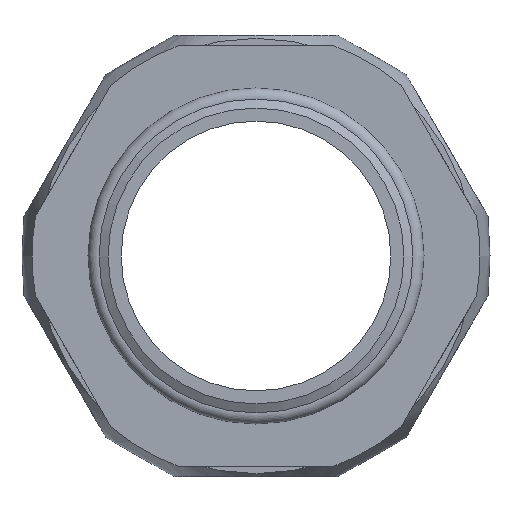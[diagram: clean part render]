
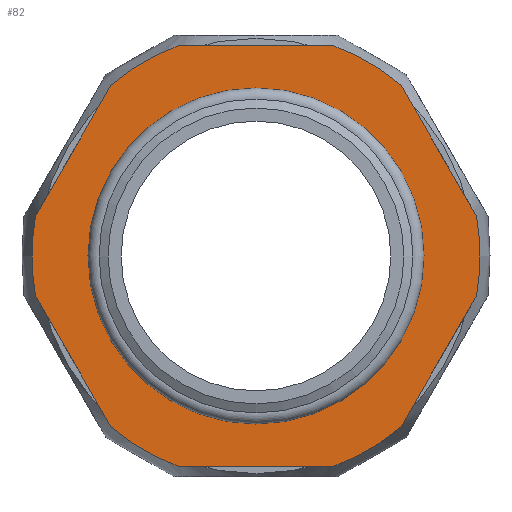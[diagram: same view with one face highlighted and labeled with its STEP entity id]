
A CAD part, left-side view. The second image highlights one B-rep face of the part: STEP entity #82.
In plain terms, the highlighted planar face has unit normal (-1, 0, 0).
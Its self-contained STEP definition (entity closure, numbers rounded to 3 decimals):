
#82 = ADVANCED_FACE( '', ( #127, #128 ), #129, .T. );
#127 = FACE_BOUND( '', #221, .T. );
#128 = FACE_OUTER_BOUND( '', #222, .T. );
#129 = PLANE( '', #223 );
#221 = EDGE_LOOP( '', ( #386 ) );
#222 = EDGE_LOOP( '', ( #387, #388, #389, #390, #391, #392, #393, #394, #395, #396, #397, #398 ) );
#223 = AXIS2_PLACEMENT_3D( '', #399, #400, #401 );
#386 = ORIENTED_EDGE( '', *, *, #580, .F. );
#387 = ORIENTED_EDGE( '', *, *, #581, .F. );
#388 = ORIENTED_EDGE( '', *, *, #573, .F. );
#389 = ORIENTED_EDGE( '', *, *, #582, .F. );
#390 = ORIENTED_EDGE( '', *, *, #570, .F. );
#391 = ORIENTED_EDGE( '', *, *, #583, .F. );
#392 = ORIENTED_EDGE( '', *, *, #576, .F. );
#393 = ORIENTED_EDGE( '', *, *, #584, .F. );
#394 = ORIENTED_EDGE( '', *, *, #585, .F. );
#395 = ORIENTED_EDGE( '', *, *, #586, .F. );
#396 = ORIENTED_EDGE( '', *, *, #554, .F. );
#397 = ORIENTED_EDGE( '', *, *, #587, .F. );
#398 = ORIENTED_EDGE( '', *, *, #588, .F. );
#399 = CARTESIAN_POINT( '', ( -2., 22.85, 0. ) );
#400 = DIRECTION( '', ( -1., 0., 0. ) );
#401 = DIRECTION( '', ( 0., 0., 1. ) );
#554 = EDGE_CURVE( '', #614, #616, #617, .T. );
#570 = EDGE_CURVE( '', #644, #646, #647, .T. );
#573 = EDGE_CURVE( '', #649, #651, #652, .T. );
#576 = EDGE_CURVE( '', #654, #656, #657, .T. );
#580 = EDGE_CURVE( '', #663, #663, #664, .T. );
#581 = EDGE_CURVE( '', #651, #665, #666, .T. );
#582 = EDGE_CURVE( '', #646, #649, #667, .T. );
#583 = EDGE_CURVE( '', #656, #644, #668, .T. );
#584 = EDGE_CURVE( '', #669, #654, #670, .T. );
#585 = EDGE_CURVE( '', #671, #669, #672, .T. );
#586 = EDGE_CURVE( '', #616, #671, #673, .T. );
#587 = EDGE_CURVE( '', #674, #614, #675, .T. );
#588 = EDGE_CURVE( '', #665, #674, #676, .T. );
#614 = VERTEX_POINT( '', #805 );
#616 = VERTEX_POINT( '', #808 );
#617 = LINE( '', #809, #810 );
#644 = VERTEX_POINT( '', #864 );
#646 = VERTEX_POINT( '', #867 );
#647 = LINE( '', #868, #869 );
#649 = VERTEX_POINT( '', #872 );
#651 = VERTEX_POINT( '', #875 );
#652 = LINE( '', #876, #877 );
#654 = VERTEX_POINT( '', #880 );
#656 = VERTEX_POINT( '', #883 );
#657 = LINE( '', #884, #885 );
#663 = VERTEX_POINT( '', #892 );
#664 = CIRCLE( '', #893, 16.73 );
#665 = VERTEX_POINT( '', #894 );
#666 = CIRCLE( '', #895, 22.85 );
#667 = CIRCLE( '', #896, 22.85 );
#668 = CIRCLE( '', #897, 22.85 );
#669 = VERTEX_POINT( '', #898 );
#670 = CIRCLE( '', #899, 22.85 );
#671 = VERTEX_POINT( '', #900 );
#672 = LINE( '', #901, #902 );
#673 = CIRCLE( '', #903, 22.85 );
#674 = VERTEX_POINT( '', #904 );
#675 = CIRCLE( '', #905, 22.85 );
#676 = LINE( '', #906, #907 );
#805 = CARTESIAN_POINT( '', ( -2., 7.738, 21.5 ) );
#808 = CARTESIAN_POINT( '', ( -2., -7.738, 21.5 ) );
#809 = CARTESIAN_POINT( '', ( -2., 22.85, 21.5 ) );
#810 = VECTOR( '', #1358, 1000. );
#864 = CARTESIAN_POINT( '', ( -2., -7.738, -21.5 ) );
#867 = CARTESIAN_POINT( '', ( -2., 7.738, -21.5 ) );
#868 = CARTESIAN_POINT( '', ( -2., 22.85, -21.5 ) );
#869 = VECTOR( '', #1382, 1000. );
#872 = CARTESIAN_POINT( '', ( -2., 14.751, -17.451 ) );
#875 = CARTESIAN_POINT( '', ( -2., 22.488, -4.049 ) );
#876 = CARTESIAN_POINT( '', ( -2., 24.332, -0.856 ) );
#877 = VECTOR( '', #1385, 1000. );
#880 = CARTESIAN_POINT( '', ( -2., -22.488, -4.049 ) );
#883 = CARTESIAN_POINT( '', ( -2., -14.751, -17.451 ) );
#884 = CARTESIAN_POINT( '', ( -2., -12.907, -20.644 ) );
#885 = VECTOR( '', #1388, 1000. );
#892 = CARTESIAN_POINT( '', ( -2., 0., 16.73 ) );
#893 = AXIS2_PLACEMENT_3D( '', #1396, #1397, #1398 );
#894 = CARTESIAN_POINT( '', ( -2., 22.488, 4.049 ) );
#895 = AXIS2_PLACEMENT_3D( '', #1399, #1400, #1401 );
#896 = AXIS2_PLACEMENT_3D( '', #1402, #1403, #1404 );
#897 = AXIS2_PLACEMENT_3D( '', #1405, #1406, #1407 );
#898 = CARTESIAN_POINT( '', ( -2., -22.488, 4.049 ) );
#899 = AXIS2_PLACEMENT_3D( '', #1408, #1409, #1410 );
#900 = CARTESIAN_POINT( '', ( -2., -14.751, 17.451 ) );
#901 = CARTESIAN_POINT( '', ( -2., -12.907, 20.644 ) );
#902 = VECTOR( '', #1411, 1000. );
#903 = AXIS2_PLACEMENT_3D( '', #1412, #1413, #1414 );
#904 = CARTESIAN_POINT( '', ( -2., 14.751, 17.451 ) );
#905 = AXIS2_PLACEMENT_3D( '', #1415, #1416, #1417 );
#906 = CARTESIAN_POINT( '', ( -2., 24.332, 0.856 ) );
#907 = VECTOR( '', #1418, 1000. );
#1358 = DIRECTION( '', ( 0., -1., 0. ) );
#1382 = DIRECTION( '', ( 0., 1., 0. ) );
#1385 = DIRECTION( '', ( 0., 0.5, 0.866 ) );
#1388 = DIRECTION( '', ( 0., 0.5, -0.866 ) );
#1396 = CARTESIAN_POINT( '', ( -2., 0., 0. ) );
#1397 = DIRECTION( '', ( -1., 0., 0. ) );
#1398 = DIRECTION( '', ( 0., 0., 1. ) );
#1399 = CARTESIAN_POINT( '', ( -2., 0., 0. ) );
#1400 = DIRECTION( '', ( 1., 0., 0. ) );
#1401 = DIRECTION( '', ( 0., 0., -1. ) );
#1402 = CARTESIAN_POINT( '', ( -2., 0., 0. ) );
#1403 = DIRECTION( '', ( 1., 0., 0. ) );
#1404 = DIRECTION( '', ( 0., 0., -1. ) );
#1405 = CARTESIAN_POINT( '', ( -2., 0., 0. ) );
#1406 = DIRECTION( '', ( 1., 0., 0. ) );
#1407 = DIRECTION( '', ( 0., 0., -1. ) );
#1408 = CARTESIAN_POINT( '', ( -2., 0., 0. ) );
#1409 = DIRECTION( '', ( 1., 0., 0. ) );
#1410 = DIRECTION( '', ( 0., 0., -1. ) );
#1411 = DIRECTION( '', ( 0., -0.5, -0.866 ) );
#1412 = CARTESIAN_POINT( '', ( -2., 0., 0. ) );
#1413 = DIRECTION( '', ( 1., 0., 0. ) );
#1414 = DIRECTION( '', ( 0., 0., -1. ) );
#1415 = CARTESIAN_POINT( '', ( -2., 0., 0. ) );
#1416 = DIRECTION( '', ( 1., 0., 0. ) );
#1417 = DIRECTION( '', ( 0., 0., -1. ) );
#1418 = DIRECTION( '', ( 0., -0.5, 0.866 ) );
